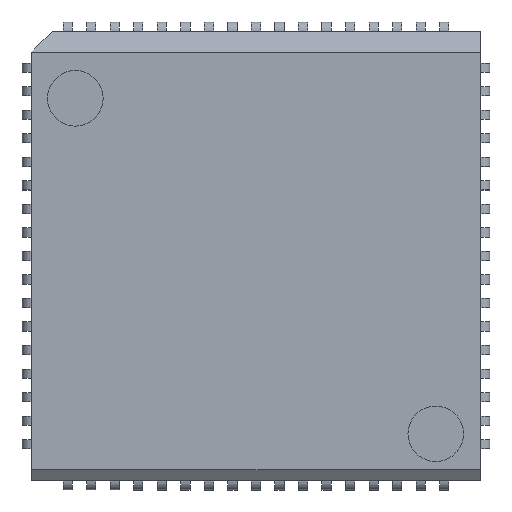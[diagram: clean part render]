
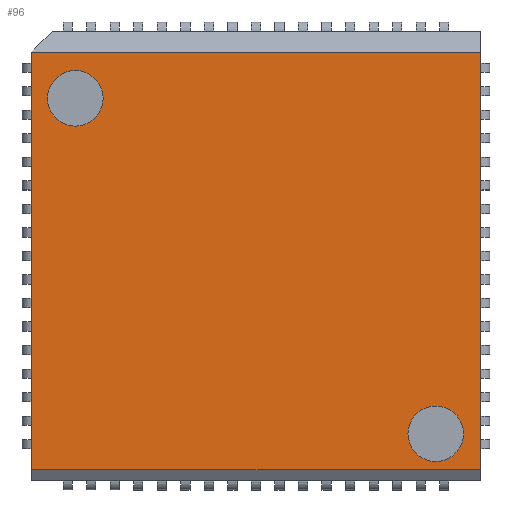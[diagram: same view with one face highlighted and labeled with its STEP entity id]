
A CAD part, top view. The second image highlights one B-rep face of the part: STEP entity #96.
In plain terms, the highlighted planar face has unit normal (0, 0, 1).
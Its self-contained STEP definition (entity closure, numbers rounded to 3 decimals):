
#52 = EDGE_CURVE('',#53,#55,#57,.T.);
#53 = VERTEX_POINT('',#54);
#54 = CARTESIAN_POINT('',(-12.1,-11.55,4.64));
#55 = VERTEX_POINT('',#56);
#56 = CARTESIAN_POINT('',(-12.1,11.,4.64));
#57 = LINE('',#58,#59);
#58 = CARTESIAN_POINT('',(-12.1,-12.1,4.64));
#59 = VECTOR('',#60,1.);
#60 = DIRECTION('',(0.,1.,0.));
#96 = ADVANCED_FACE('',(#97,#122,#133),#144,.T.);
#97 = FACE_BOUND('',#98,.T.);
#98 = EDGE_LOOP('',(#99,#109,#115,#116));
#99 = ORIENTED_EDGE('',*,*,#100,.T.);
#100 = EDGE_CURVE('',#101,#103,#105,.T.);
#101 = VERTEX_POINT('',#102);
#102 = CARTESIAN_POINT('',(12.1,-11.55,4.64));
#103 = VERTEX_POINT('',#104);
#104 = CARTESIAN_POINT('',(12.1,11.,4.64));
#105 = LINE('',#106,#107);
#106 = CARTESIAN_POINT('',(12.1,-12.1,4.64));
#107 = VECTOR('',#108,1.);
#108 = DIRECTION('',(0.,1.,0.));
#109 = ORIENTED_EDGE('',*,*,#110,.F.);
#110 = EDGE_CURVE('',#55,#103,#111,.T.);
#111 = LINE('',#112,#113);
#112 = CARTESIAN_POINT('',(-11.,11.,4.64));
#113 = VECTOR('',#114,1.);
#114 = DIRECTION('',(1.,0.,0.));
#115 = ORIENTED_EDGE('',*,*,#52,.F.);
#116 = ORIENTED_EDGE('',*,*,#117,.T.);
#117 = EDGE_CURVE('',#53,#101,#118,.T.);
#118 = LINE('',#119,#120);
#119 = CARTESIAN_POINT('',(-12.1,-11.55,4.64));
#120 = VECTOR('',#121,1.);
#121 = DIRECTION('',(1.,0.,0.));
#122 = FACE_BOUND('',#123,.T.);
#123 = EDGE_LOOP('',(#124));
#124 = ORIENTED_EDGE('',*,*,#125,.F.);
#125 = EDGE_CURVE('',#126,#126,#128,.T.);
#126 = VERTEX_POINT('',#127);
#127 = CARTESIAN_POINT('',(11.2,-9.6,4.64));
#128 = CIRCLE('',#129,1.5);
#129 = AXIS2_PLACEMENT_3D('',#130,#131,#132);
#130 = CARTESIAN_POINT('',(9.7,-9.6,4.64));
#131 = DIRECTION('',(0.,0.,1.));
#132 = DIRECTION('',(1.,0.,-0.));
#133 = FACE_BOUND('',#134,.T.);
#134 = EDGE_LOOP('',(#135));
#135 = ORIENTED_EDGE('',*,*,#136,.F.);
#136 = EDGE_CURVE('',#137,#137,#139,.T.);
#137 = VERTEX_POINT('',#138);
#138 = CARTESIAN_POINT('',(-8.25,8.5,4.64));
#139 = CIRCLE('',#140,1.5);
#140 = AXIS2_PLACEMENT_3D('',#141,#142,#143);
#141 = CARTESIAN_POINT('',(-9.75,8.5,4.64));
#142 = DIRECTION('',(0.,0.,1.));
#143 = DIRECTION('',(1.,0.,-0.));
#144 = PLANE('',#145);
#145 = AXIS2_PLACEMENT_3D('',#146,#147,#148);
#146 = CARTESIAN_POINT('',(-12.1,-12.1,4.64));
#147 = DIRECTION('',(0.,0.,1.));
#148 = DIRECTION('',(1.,0.,-0.));
